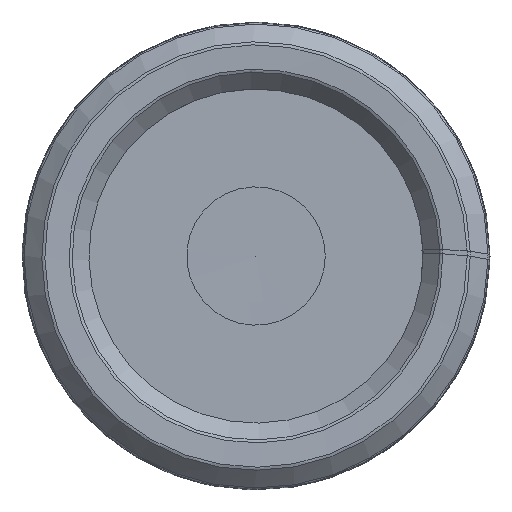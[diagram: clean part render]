
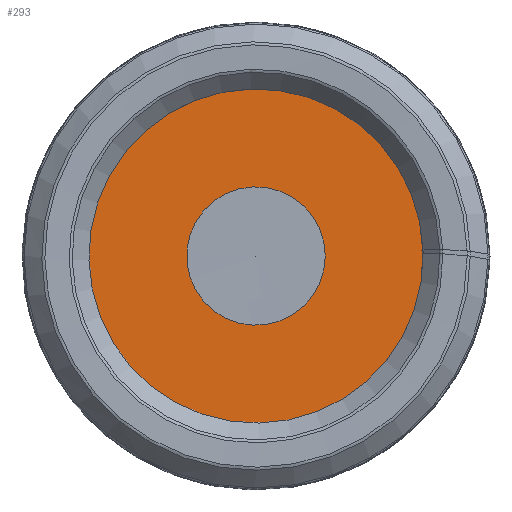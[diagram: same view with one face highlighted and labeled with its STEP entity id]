
A CAD part, left-side view. The second image highlights one B-rep face of the part: STEP entity #293.
In plain terms, the highlighted planar face has unit normal (-1, 0, 0).
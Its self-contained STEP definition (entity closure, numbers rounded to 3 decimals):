
#57=PLANE('',#907);
#92=FACE_BOUND('',#421,.T.);
#93=FACE_BOUND('',#422,.T.);
#293=ADVANCED_FACE('',(#92,#93),#57,.F.);
#421=EDGE_LOOP('',(#654));
#422=EDGE_LOOP('',(#655));
#498=CIRCLE('',#905,32.541);
#499=CIRCLE('',#906,13.);
#654=ORIENTED_EDGE('',*,*,#800,.F.);
#655=ORIENTED_EDGE('',*,*,#799,.T.);
#715=VERTEX_POINT('',#1808);
#716=VERTEX_POINT('',#1838);
#799=EDGE_CURVE('',#715,#715,#498,.T.);
#800=EDGE_CURVE('',#716,#716,#499,.T.);
#905=AXIS2_PLACEMENT_3D('',#1807,#1071,#1072);
#906=AXIS2_PLACEMENT_3D('',#1837,#1073,#1074);
#907=AXIS2_PLACEMENT_3D('',#1839,#1075,#1076);
#1071=DIRECTION('',(-1.,0.,0.));
#1072=DIRECTION('',(0.,-1.,0.));
#1073=DIRECTION('',(-1.,0.,0.));
#1074=DIRECTION('',(0.,-1.,0.));
#1075=DIRECTION('',(1.,0.,0.));
#1076=DIRECTION('',(0.,1.,0.));
#1807=CARTESIAN_POINT('',(4.,0.,0.));
#1808=CARTESIAN_POINT('',(4.,-32.541,0.));
#1837=CARTESIAN_POINT('',(4.,0.,0.));
#1838=CARTESIAN_POINT('',(4.,-13.,0.));
#1839=CARTESIAN_POINT('',(4.,13.,0.));
